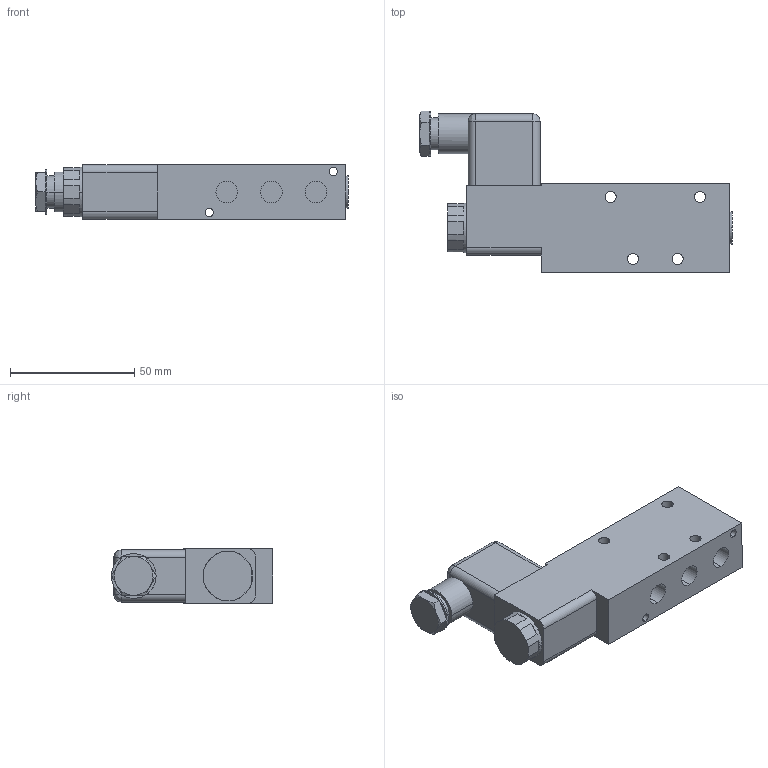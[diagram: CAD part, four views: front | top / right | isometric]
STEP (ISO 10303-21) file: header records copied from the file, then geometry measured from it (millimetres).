
FILE_DESCRIPTION (( 'STEP AP203' ), '1' );
FILE_NAME ('MH.510.501GTT.STEP', '2018-11-23T08:08:57', ( '' ), ( '' ), 'SwSTEP 2.0', 'SolidWorks 2013', '' );
FILE_SCHEMA (( 'CONFIG_CONTROL_DESIGN' ));
Length unit declared in the file: millimetre
Products named in the file (1): MH.510.501GTT
Bounding box: 126 x 65 x 22 mm (x, y, z)
Volume: 97085.4 mm3; surface area: 21162.3 mm2
Topology: 2 solids, 2 shells, 129 faces, 305 edges, 192 vertices
Faces by surface type: plane 67, cylinder 54, cone 4, bspline 4
Entity records: 3916 total; most frequent: CARTESIAN_POINT 783, DIRECTION 673, ORIENTED_EDGE 602, EDGE_CURVE 301, AXIS2_PLACEMENT_3D 260, VERTEX_POINT 192, EDGE_LOOP 157, LINE 153
